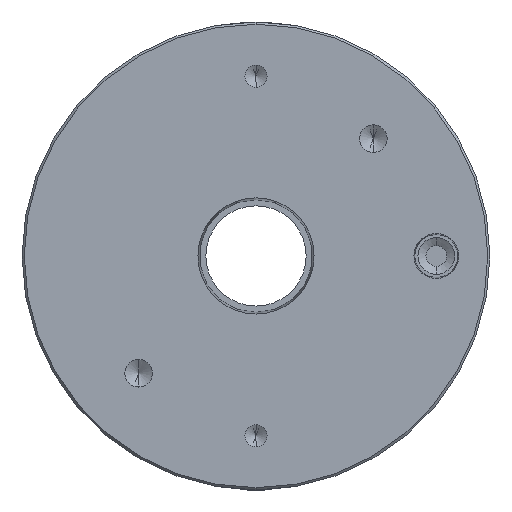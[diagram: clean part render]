
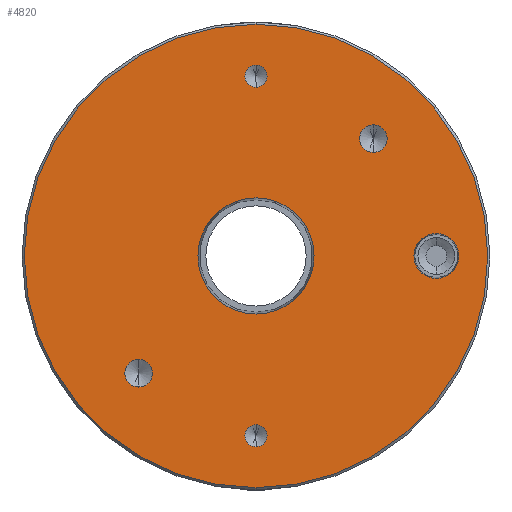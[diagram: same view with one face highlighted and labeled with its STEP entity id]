
A CAD part, front view. The second image highlights one B-rep face of the part: STEP entity #4820.
In plain terms, the highlighted planar face has unit normal (0, -1, 0).
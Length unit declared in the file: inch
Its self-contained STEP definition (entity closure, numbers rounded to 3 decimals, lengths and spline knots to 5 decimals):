
#12 = EDGE_CURVE ( 'NONE', #166, #1977, #4173, .T. ) ;
#27 = DIRECTION ( 'NONE',  ( 0., -1., 0. ) ) ;
#72 = ORIENTED_EDGE ( 'NONE', *, *, #3485, .F. ) ;
#92 = ORIENTED_EDGE ( 'NONE', *, *, #1151, .F. ) ;
#122 = EDGE_CURVE ( 'NONE', #4777, #2464, #5530, .T. ) ;
#166 = VERTEX_POINT ( 'NONE', #3016 ) ;
#167 = DIRECTION ( 'NONE',  ( 0., -1., 0. ) ) ;
#178 = DIRECTION ( 'NONE',  ( 0., -1., 0. ) ) ;
#265 = CARTESIAN_POINT ( 'NONE',  ( 1.63, -1.491, -0.2025 ) ) ;
#282 = CIRCLE ( 'NONE', #5560, 0.1005 ) ;
#380 = FACE_BOUND ( 'NONE', #1011, .T. ) ;
#408 = FACE_BOUND ( 'NONE', #2379, .T. ) ;
#411 = DIRECTION ( 'NONE',  ( 0., -1., 0. ) ) ;
#435 = DIRECTION ( 'NONE',  ( 0., 0., -1. ) ) ;
#464 = DIRECTION ( 'NONE',  ( 0., 0., -1. ) ) ;
#510 = CARTESIAN_POINT ( 'NONE',  ( 0., -1.491, 0. ) ) ;
#511 = CARTESIAN_POINT ( 'NONE',  ( -2.115, -1.491, 0. ) ) ;
#563 = AXIS2_PLACEMENT_3D ( 'NONE', #511, #5201, #1841 ) ;
#573 = AXIS2_PLACEMENT_3D ( 'NONE', #2759, #4555, #1980 ) ;
#623 = CARTESIAN_POINT ( 'NONE',  ( 1.63, -1.491, 0. ) ) ;
#653 = EDGE_CURVE ( 'NONE', #3875, #3345, #1308, .T. ) ;
#668 = AXIS2_PLACEMENT_3D ( 'NONE', #510, #27, #3508 ) ;
#696 = CARTESIAN_POINT ( 'NONE',  ( 1.63, -1.491, 0.2025 ) ) ;
#713 = CIRCLE ( 'NONE', #2005, 0.125 ) ;
#748 = CARTESIAN_POINT ( 'NONE',  ( 1.63, -1.491, 0. ) ) ;
#789 = AXIS2_PLACEMENT_3D ( 'NONE', #5042, #1175, #1148 ) ;
#807 = CARTESIAN_POINT ( 'NONE',  ( 1.06066, -1.491, 0.93566 ) ) ;
#871 = DIRECTION ( 'NONE',  ( 0., -1., 0. ) ) ;
#911 = AXIS2_PLACEMENT_3D ( 'NONE', #4870, #3936, #4758 ) ;
#1011 = EDGE_LOOP ( 'NONE', ( #5604, #2162 ) ) ;
#1057 = ORIENTED_EDGE ( 'NONE', *, *, #4668, .F. ) ;
#1096 = DIRECTION ( 'NONE',  ( 0., -1., 0. ) ) ;
#1098 = DIRECTION ( 'NONE',  ( 0., -1., 0. ) ) ;
#1148 = DIRECTION ( 'NONE',  ( 0., 0., -1. ) ) ;
#1151 = EDGE_CURVE ( 'NONE', #2100, #4932, #1696, .T. ) ;
#1155 = CIRCLE ( 'NONE', #789, 0.125 ) ;
#1175 = DIRECTION ( 'NONE',  ( 0., -1., 0. ) ) ;
#1221 = CARTESIAN_POINT ( 'NONE',  ( 0., -1.491, 0. ) ) ;
#1234 = EDGE_LOOP ( 'NONE', ( #5151, #1867 ) ) ;
#1308 = CIRCLE ( 'NONE', #4844, 0.125 ) ;
#1313 = ORIENTED_EDGE ( 'NONE', *, *, #2270, .F. ) ;
#1347 = DIRECTION ( 'NONE',  ( 0., 0., -1. ) ) ;
#1411 = CIRCLE ( 'NONE', #668, 0.52499 ) ;
#1417 = ORIENTED_EDGE ( 'NONE', *, *, #2246, .T. ) ;
#1441 = CIRCLE ( 'NONE', #4626, 0.2025 ) ;
#1492 = EDGE_CURVE ( 'NONE', #3345, #3875, #1155, .T. ) ;
#1515 = CARTESIAN_POINT ( 'NONE',  ( 0., -1.491, 0. ) ) ;
#1596 = DIRECTION ( 'NONE',  ( 0., 0., -1. ) ) ;
#1696 = CIRCLE ( 'NONE', #3786, 0.2025 ) ;
#1785 = EDGE_LOOP ( 'NONE', ( #2210, #4607 ) ) ;
#1841 = DIRECTION ( 'NONE',  ( 0., 0., -1. ) ) ;
#1867 = ORIENTED_EDGE ( 'NONE', *, *, #122, .F. ) ;
#1921 = VERTEX_POINT ( 'NONE', #2476 ) ;
#1936 = DIRECTION ( 'NONE',  ( 0., 0., -1. ) ) ;
#1977 = VERTEX_POINT ( 'NONE', #3540 ) ;
#1980 = DIRECTION ( 'NONE',  ( 0., 0., -1. ) ) ;
#1997 = CARTESIAN_POINT ( 'NONE',  ( -1.06066, -1.491, -1.06066 ) ) ;
#2005 = AXIS2_PLACEMENT_3D ( 'NONE', #5274, #2678, #4531 ) ;
#2099 = CIRCLE ( 'NONE', #3172, 0.1005 ) ;
#2100 = VERTEX_POINT ( 'NONE', #696 ) ;
#2162 = ORIENTED_EDGE ( 'NONE', *, *, #653, .F. ) ;
#2186 = DIRECTION ( 'NONE',  ( 0., 0., -1. ) ) ;
#2210 = ORIENTED_EDGE ( 'NONE', *, *, #2263, .F. ) ;
#2246 = EDGE_CURVE ( 'NONE', #2722, #4345, #5627, .T. ) ;
#2263 = EDGE_CURVE ( 'NONE', #1977, #166, #2099, .T. ) ;
#2270 = EDGE_CURVE ( 'NONE', #2635, #4852, #713, .T. ) ;
#2309 = EDGE_CURVE ( 'NONE', #4932, #2100, #1441, .T. ) ;
#2379 = EDGE_LOOP ( 'NONE', ( #1057, #1313 ) ) ;
#2464 = VERTEX_POINT ( 'NONE', #4412 ) ;
#2476 = CARTESIAN_POINT ( 'NONE',  ( 0., -1.491, -1.5245 ) ) ;
#2531 = CARTESIAN_POINT ( 'NONE',  ( 0., -1.491, 0.52499 ) ) ;
#2630 = DIRECTION ( 'NONE',  ( 0., -1., 0. ) ) ;
#2635 = VERTEX_POINT ( 'NONE', #2990 ) ;
#2678 = DIRECTION ( 'NONE',  ( 0., -1., 0. ) ) ;
#2722 = VERTEX_POINT ( 'NONE', #3071 ) ;
#2759 = CARTESIAN_POINT ( 'NONE',  ( 0., -1.491, -1.625 ) ) ;
#2789 = AXIS2_PLACEMENT_3D ( 'NONE', #1221, #5579, #464 ) ;
#2891 = EDGE_LOOP ( 'NONE', ( #1417, #4969 ) ) ;
#2990 = CARTESIAN_POINT ( 'NONE',  ( -1.06066, -1.491, -0.93566 ) ) ;
#3016 = CARTESIAN_POINT ( 'NONE',  ( 0., -1.491, 1.7255 ) ) ;
#3034 = CARTESIAN_POINT ( 'NONE',  ( 0., -1.491, -1.625 ) ) ;
#3071 = CARTESIAN_POINT ( 'NONE',  ( 0., -1.491, 2.095 ) ) ;
#3132 = CARTESIAN_POINT ( 'NONE',  ( 0., -1.491, -2.095 ) ) ;
#3172 = AXIS2_PLACEMENT_3D ( 'NONE', #3532, #871, #2186 ) ;
#3203 = CIRCLE ( 'NONE', #5035, 2.095 ) ;
#3338 = CARTESIAN_POINT ( 'NONE',  ( 1.06066, -1.491, 1.06066 ) ) ;
#3345 = VERTEX_POINT ( 'NONE', #807 ) ;
#3383 = VERTEX_POINT ( 'NONE', #5165 ) ;
#3484 = FACE_OUTER_BOUND ( 'NONE', #2891, .T. ) ;
#3485 = EDGE_CURVE ( 'NONE', #3383, #1921, #3584, .T. ) ;
#3508 = DIRECTION ( 'NONE',  ( 0., 0., -1. ) ) ;
#3509 = CARTESIAN_POINT ( 'NONE',  ( -1.06066, -1.491, -1.18566 ) ) ;
#3512 = ORIENTED_EDGE ( 'NONE', *, *, #4129, .F. ) ;
#3532 = CARTESIAN_POINT ( 'NONE',  ( 0., -1.491, 1.625 ) ) ;
#3540 = CARTESIAN_POINT ( 'NONE',  ( 0., -1.491, 1.5245 ) ) ;
#3584 = CIRCLE ( 'NONE', #573, 0.1005 ) ;
#3694 = EDGE_LOOP ( 'NONE', ( #72, #3512 ) ) ;
#3732 = DIRECTION ( 'NONE',  ( 0., 0., -1. ) ) ;
#3786 = AXIS2_PLACEMENT_3D ( 'NONE', #748, #1098, #3732 ) ;
#3875 = VERTEX_POINT ( 'NONE', #3976 ) ;
#3904 = AXIS2_PLACEMENT_3D ( 'NONE', #5554, #411, #435 ) ;
#3936 = DIRECTION ( 'NONE',  ( 0., -1., 0. ) ) ;
#3968 = FACE_BOUND ( 'NONE', #1785, .T. ) ;
#3976 = CARTESIAN_POINT ( 'NONE',  ( 1.06066, -1.491, 1.18566 ) ) ;
#3995 = FACE_BOUND ( 'NONE', #4289, .T. ) ;
#4107 = CIRCLE ( 'NONE', #4305, 0.125 ) ;
#4129 = EDGE_CURVE ( 'NONE', #1921, #3383, #282, .T. ) ;
#4173 = CIRCLE ( 'NONE', #3904, 0.1005 ) ;
#4289 = EDGE_LOOP ( 'NONE', ( #5390, #92 ) ) ;
#4305 = AXIS2_PLACEMENT_3D ( 'NONE', #1997, #178, #1936 ) ;
#4340 = FACE_BOUND ( 'NONE', #3694, .T. ) ;
#4345 = VERTEX_POINT ( 'NONE', #3132 ) ;
#4412 = CARTESIAN_POINT ( 'NONE',  ( 0., -1.491, -0.52499 ) ) ;
#4531 = DIRECTION ( 'NONE',  ( 0., 0., -1. ) ) ;
#4555 = DIRECTION ( 'NONE',  ( 0., -1., 0. ) ) ;
#4561 = DIRECTION ( 'NONE',  ( 0., 0., -1. ) ) ;
#4607 = ORIENTED_EDGE ( 'NONE', *, *, #12, .F. ) ;
#4626 = AXIS2_PLACEMENT_3D ( 'NONE', #623, #167, #4561 ) ;
#4668 = EDGE_CURVE ( 'NONE', #4852, #2635, #4107, .T. ) ;
#4758 = DIRECTION ( 'NONE',  ( 0., 0., -1. ) ) ;
#4777 = VERTEX_POINT ( 'NONE', #2531 ) ;
#4820 = ADVANCED_FACE ( 'NONE', ( #380, #408, #3484, #4340, #3968, #3995, #5625 ), #5253, .T. ) ;
#4844 = AXIS2_PLACEMENT_3D ( 'NONE', #3338, #5501, #1596 ) ;
#4852 = VERTEX_POINT ( 'NONE', #3509 ) ;
#4866 = DIRECTION ( 'NONE',  ( 0., 0., -1. ) ) ;
#4870 = CARTESIAN_POINT ( 'NONE',  ( 0., -1.491, 0. ) ) ;
#4932 = VERTEX_POINT ( 'NONE', #265 ) ;
#4969 = ORIENTED_EDGE ( 'NONE', *, *, #5119, .T. ) ;
#5035 = AXIS2_PLACEMENT_3D ( 'NONE', #1515, #1096, #4866 ) ;
#5042 = CARTESIAN_POINT ( 'NONE',  ( 1.06066, -1.491, 1.06066 ) ) ;
#5119 = EDGE_CURVE ( 'NONE', #4345, #2722, #3203, .T. ) ;
#5151 = ORIENTED_EDGE ( 'NONE', *, *, #5507, .F. ) ;
#5165 = CARTESIAN_POINT ( 'NONE',  ( 0., -1.491, -1.7255 ) ) ;
#5201 = DIRECTION ( 'NONE',  ( 0., -1., 0. ) ) ;
#5253 = PLANE ( 'NONE',  #563 ) ;
#5274 = CARTESIAN_POINT ( 'NONE',  ( -1.06066, -1.491, -1.06066 ) ) ;
#5390 = ORIENTED_EDGE ( 'NONE', *, *, #2309, .F. ) ;
#5501 = DIRECTION ( 'NONE',  ( 0., -1., 0. ) ) ;
#5507 = EDGE_CURVE ( 'NONE', #2464, #4777, #1411, .T. ) ;
#5530 = CIRCLE ( 'NONE', #2789, 0.52499 ) ;
#5554 = CARTESIAN_POINT ( 'NONE',  ( 0., -1.491, 1.625 ) ) ;
#5560 = AXIS2_PLACEMENT_3D ( 'NONE', #3034, #2630, #1347 ) ;
#5579 = DIRECTION ( 'NONE',  ( 0., -1., 0. ) ) ;
#5604 = ORIENTED_EDGE ( 'NONE', *, *, #1492, .F. ) ;
#5625 = FACE_BOUND ( 'NONE', #1234, .T. ) ;
#5627 = CIRCLE ( 'NONE', #911, 2.095 ) ;
